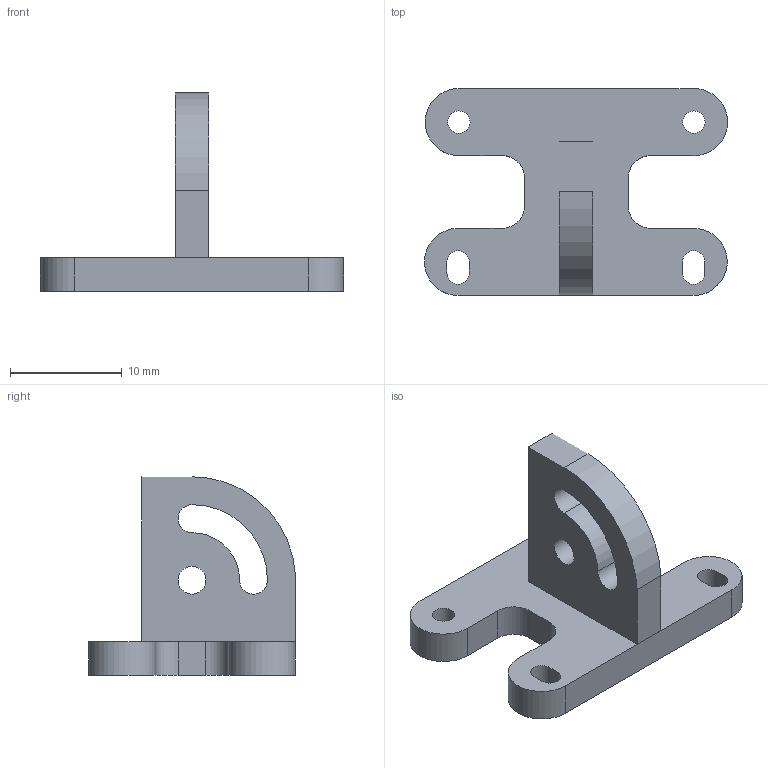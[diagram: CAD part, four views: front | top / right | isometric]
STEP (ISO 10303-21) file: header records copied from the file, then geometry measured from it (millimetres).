
FILE_DESCRIPTION(('FreeCAD Model'),'2;1');
FILE_NAME('camera-support.step','2019-09-17T15:17:09',('Author'),(''), 'Open CASCADE STEP processor 7.3','FreeCAD','Unknown');
FILE_SCHEMA(('AUTOMOTIVE_DESIGN { 1 0 10303 214 1 1 1 1 }'));
Length unit declared in the file: millimetre
Products named in the file (1): Pocket001
Bounding box: 27.1 x 18.5 x 17.75 mm (x, y, z)
Volume: 1528.2 mm3; surface area: 1620.6 mm2
Topology: 1 solids, 1 shells, 40 faces, 111 edges, 74 vertices
Faces by surface type: plane 20, cylinder 20
Full cylindrical faces by diameter (mm): 2 x2, 2.5 x1
Entity records: 2787 total; most frequent: CARTESIAN_POINT 498, DIRECTION 435, LINE 239, VECTOR 239, ORIENTED_EDGE 222, PCURVE 222, DEFINITIONAL_REPRESENTATION 222, EDGE_CURVE 111
